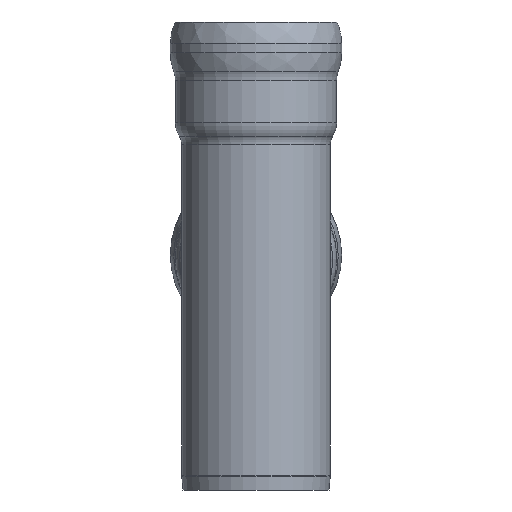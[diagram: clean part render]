
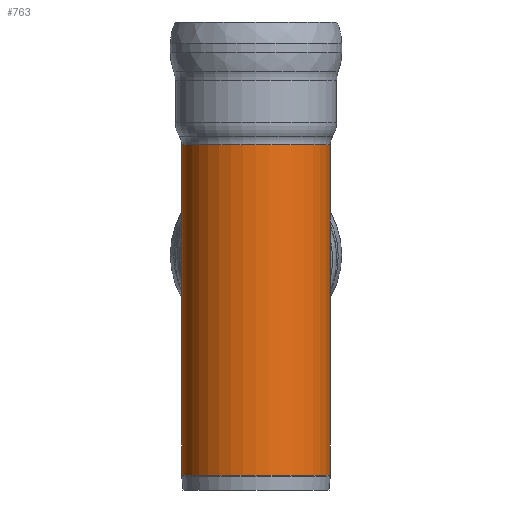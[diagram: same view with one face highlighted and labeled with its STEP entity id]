
A CAD part, left-side view. The second image highlights one B-rep face of the part: STEP entity #763.
In plain terms, the highlighted cylindrical face has radius 365 mm (diameter 730 mm), a full revolution.
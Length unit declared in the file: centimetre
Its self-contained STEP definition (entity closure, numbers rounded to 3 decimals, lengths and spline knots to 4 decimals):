
#40=ELLIPSE('',#820,53.025,36.5);
#41=ELLIPSE('',#821,50.3188,36.5);
#42=ELLIPSE('',#822,50.3188,36.5);
#43=ELLIPSE('',#823,53.025,36.5);
#54=CYLINDRICAL_SURFACE('',#818,36.5);
#67=LINE('',#1277,#89);
#68=LINE('',#1282,#90);
#89=VECTOR('',#975,36.5);
#90=VECTOR('',#980,36.5);
#116=FACE_OUTER_BOUND('',#161,.T.);
#161=EDGE_LOOP('',(#510,#511,#512,#513,#514,#515,#516,#517,#518,#519,#520,
#521));
#207=CIRCLE('',#811,36.5);
#211=CIRCLE('',#815,36.5);
#213=CIRCLE('',#819,36.5);
#214=CIRCLE('',#824,36.5);
#295=VERTEX_POINT('',#1259);
#296=VERTEX_POINT('',#1260);
#300=VERTEX_POINT('',#1273);
#301=VERTEX_POINT('',#1274);
#302=VERTEX_POINT('',#1276);
#303=VERTEX_POINT('',#1278);
#304=VERTEX_POINT('',#1280);
#305=VERTEX_POINT('',#1283);
#375=EDGE_CURVE('',#295,#296,#207,.T.);
#379=EDGE_CURVE('',#296,#295,#211,.T.);
#382=EDGE_CURVE('',#300,#301,#213,.T.);
#383=EDGE_CURVE('',#301,#302,#67,.T.);
#384=EDGE_CURVE('',#302,#303,#40,.T.);
#385=EDGE_CURVE('',#303,#304,#41,.T.);
#386=EDGE_CURVE('',#304,#295,#68,.T.);
#387=EDGE_CURVE('',#304,#305,#42,.T.);
#388=EDGE_CURVE('',#305,#302,#43,.T.);
#389=EDGE_CURVE('',#301,#300,#214,.T.);
#510=ORIENTED_EDGE('',*,*,#382,.T.);
#511=ORIENTED_EDGE('',*,*,#383,.T.);
#512=ORIENTED_EDGE('',*,*,#384,.T.);
#513=ORIENTED_EDGE('',*,*,#385,.T.);
#514=ORIENTED_EDGE('',*,*,#386,.T.);
#515=ORIENTED_EDGE('',*,*,#379,.F.);
#516=ORIENTED_EDGE('',*,*,#375,.F.);
#517=ORIENTED_EDGE('',*,*,#386,.F.);
#518=ORIENTED_EDGE('',*,*,#387,.T.);
#519=ORIENTED_EDGE('',*,*,#388,.T.);
#520=ORIENTED_EDGE('',*,*,#383,.F.);
#521=ORIENTED_EDGE('',*,*,#389,.T.);
#763=ADVANCED_FACE('',(#116),#54,.T.);
#811=AXIS2_PLACEMENT_3D('',#1261,#956,#957);
#815=AXIS2_PLACEMENT_3D('',#1267,#964,#965);
#818=AXIS2_PLACEMENT_3D('',#1272,#971,#972);
#819=AXIS2_PLACEMENT_3D('',#1275,#973,#974);
#820=AXIS2_PLACEMENT_3D('',#1279,#976,#977);
#821=AXIS2_PLACEMENT_3D('',#1281,#978,#979);
#822=AXIS2_PLACEMENT_3D('',#1284,#981,#982);
#823=AXIS2_PLACEMENT_3D('',#1285,#983,#984);
#824=AXIS2_PLACEMENT_3D('',#1286,#985,#986);
#956=DIRECTION('center_axis',(0.,0.,-1.));
#957=DIRECTION('ref_axis',(1.,0.,0.));
#964=DIRECTION('center_axis',(0.,0.,-1.));
#965=DIRECTION('ref_axis',(1.,0.,0.));
#971=DIRECTION('center_axis',(0.,0.,1.));
#972=DIRECTION('ref_axis',(-1.,0.,0.));
#973=DIRECTION('center_axis',(0.,0.,-1.));
#974=DIRECTION('ref_axis',(1.,0.,0.));
#975=DIRECTION('',(0.,0.,-1.));
#976=DIRECTION('center_axis',(-0.725,0.,0.688));
#977=DIRECTION('ref_axis',(-0.688,0.,-0.725));
#978=DIRECTION('center_axis',(-0.688,0.,
-0.725));
#979=DIRECTION('ref_axis',(-0.725,0.,0.688));
#980=DIRECTION('',(0.,0.,-1.));
#981=DIRECTION('center_axis',(-0.688,0.,
-0.725));
#982=DIRECTION('ref_axis',(-0.725,0.,0.688));
#983=DIRECTION('center_axis',(-0.725,0.,0.688));
#984=DIRECTION('ref_axis',(-0.688,0.,-0.725));
#985=DIRECTION('center_axis',(0.,0.,-1.));
#986=DIRECTION('ref_axis',(1.,0.,0.));
#1259=CARTESIAN_POINT('',(146.4999,178.347,-109.0937));
#1260=CARTESIAN_POINT('',(109.9999,214.847,-109.0937));
#1261=CARTESIAN_POINT('Origin',(109.9999,178.347,-109.0937));
#1267=CARTESIAN_POINT('Origin',(109.9999,178.347,-109.0937));
#1272=CARTESIAN_POINT('Origin',(109.9999,178.347,-177.9343));
#1273=CARTESIAN_POINT('',(109.9999,141.847,53.2941));
#1274=CARTESIAN_POINT('',(146.4999,178.347,53.2941));
#1275=CARTESIAN_POINT('Origin',(109.9999,178.347,53.2941));
#1276=CARTESIAN_POINT('',(146.4999,178.347,32.0636));
#1277=CARTESIAN_POINT('',(146.4999,178.347,-177.9343));
#1278=CARTESIAN_POINT('',(109.9999,214.847,-6.3993));
#1279=CARTESIAN_POINT('Origin',(109.9999,178.347,-6.3993));
#1280=CARTESIAN_POINT('',(146.4999,178.347,-41.0365));
#1281=CARTESIAN_POINT('Origin',(109.9999,178.347,-6.3993));
#1282=CARTESIAN_POINT('',(146.4999,178.347,-177.9343));
#1283=CARTESIAN_POINT('',(109.9999,141.847,-6.3993));
#1284=CARTESIAN_POINT('Origin',(109.9999,178.347,-6.3993));
#1285=CARTESIAN_POINT('Origin',(109.9999,178.347,-6.3993));
#1286=CARTESIAN_POINT('Origin',(109.9999,178.347,53.2941));
